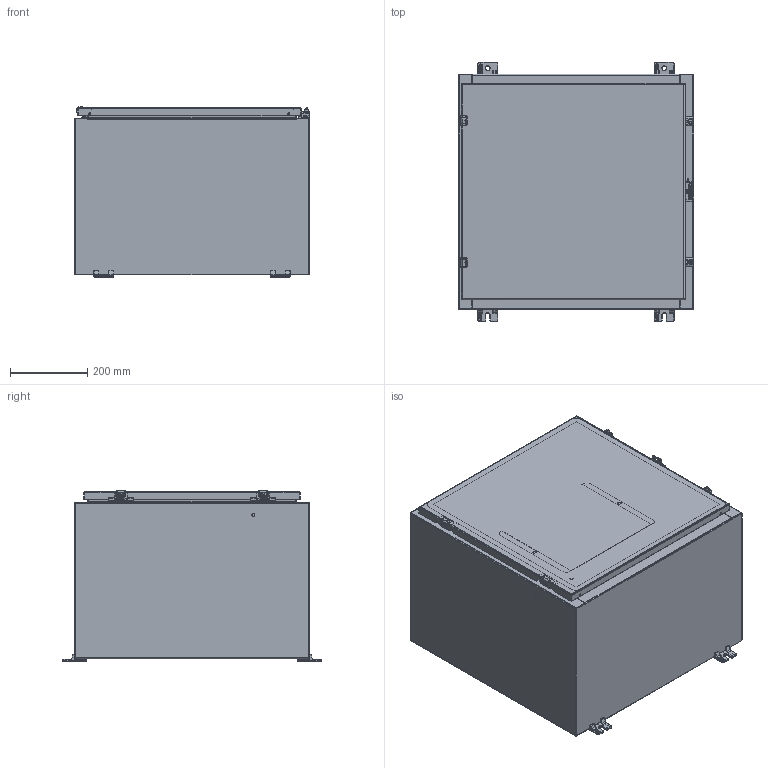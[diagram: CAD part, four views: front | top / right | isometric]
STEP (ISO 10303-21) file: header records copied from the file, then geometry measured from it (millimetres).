
FILE_DESCRIPTION (( 'STEP AP203' ), '1' );
FILE_NAME ('SCE-24H2416LP.step', '2021-02-09T15:26:56', ( 'ADC123' ), ( 'Microsoft' ), 'SwSTEP 2.0', 'SolidWorks 2019', '' );
FILE_SCHEMA (( 'CONFIG_CONTROL_DESIGN' ));
Products named in the file (1): SCE-24H2416LP
Bounding box: 609.6 x 673.1 x 440.64 mm (x, y, z)
Surface area: 4700688.8 mm2 (no closed solid volume)
Topology: 0 solids, 65 shells, 4511 faces, 12064 edges, 7519 vertices
Faces by surface type: plane 1695, bspline 1536, cylinder 1197, cone 76, torus 7
Full cylindrical faces by diameter (mm): 1.016 x2, 3.454 x2, 3.962 x3, 3.978 x2, 4.064 x2, 4.318 x7, 4.369 x4, 4.775 x4, 4.978 x8, 5.182 x4, 5.207 x4, 5.232 x4, 5.537 x4, 6.096 x4, 6.198 x4, 6.299 x13, 6.35 x6, 6.363 x5, 6.756 x4, 7.137 x4, 7.874 x8, 7.925 x8, 8.433 x4, 9.296 x4, 9.322 x4, 9.525 x4, 9.55 x4, 11.113 x4, 11.125 x2, 12.7 x4
Entity records: 225062 total; most frequent: CARTESIAN_POINT 129776, ORIENTED_EDGE 22651, DIRECTION 15237, EDGE_CURVE 11335, VERTEX_POINT 7360, AXIS2_PLACEMENT_3D 5446, EDGE_LOOP 5061, FACE_OUTER_BOUND 4729
